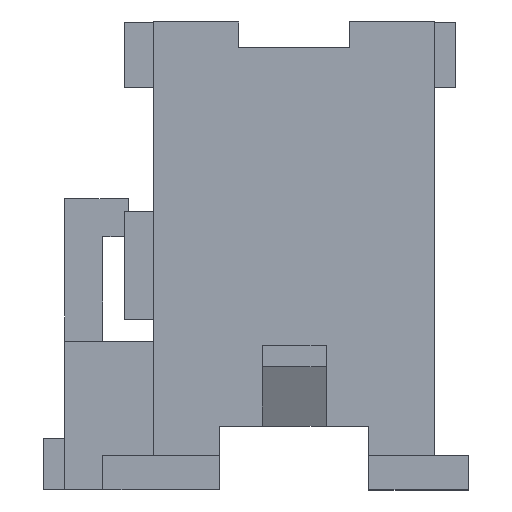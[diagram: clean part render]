
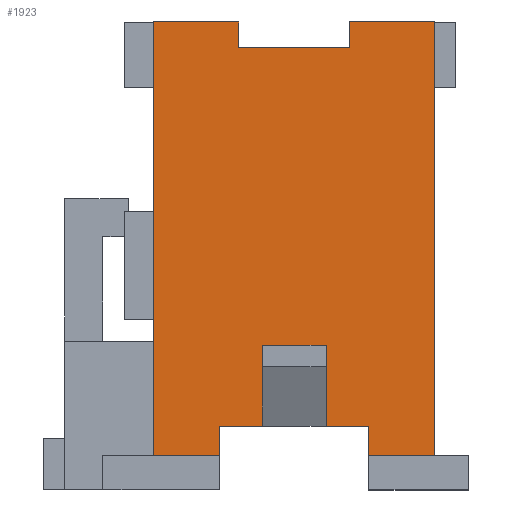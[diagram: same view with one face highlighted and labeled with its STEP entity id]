
A CAD part, left-side view. The second image highlights one B-rep face of the part: STEP entity #1923.
In plain terms, the highlighted planar face has unit normal (-1, 0, 0).
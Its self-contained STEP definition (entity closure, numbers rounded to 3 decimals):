
#165 = DIRECTION ( 'NONE',  ( 0., 0., -1. ) ) ;
#166 = VECTOR ( 'NONE', #165, 1000. ) ;
#167 = CARTESIAN_POINT ( 'NONE',  ( -24.4, 0., 0. ) ) ;
#168 = LINE ( 'NONE', #167, #166 ) ;
#632 = CARTESIAN_POINT ( 'NONE',  ( -24.4, 0., -10.2 ) ) ;
#917 = DIRECTION ( 'NONE',  ( 0., 0., -1. ) ) ;
#918 = VECTOR ( 'NONE', #917, 1000. ) ;
#919 = CARTESIAN_POINT ( 'NONE',  ( -24.4, 2.55, -9.5 ) ) ;
#920 = LINE ( 'NONE', #919, #918 ) ;
#921 = DIRECTION ( 'NONE',  ( 0., -1., 0. ) ) ;
#922 = VECTOR ( 'NONE', #921, 1000. ) ;
#923 = CARTESIAN_POINT ( 'NONE',  ( -24.4, 4.05, -7.6 ) ) ;
#924 = LINE ( 'NONE', #923, #922 ) ;
#932 = CARTESIAN_POINT ( 'NONE',  ( -24.4, 2.55, -9.5 ) ) ;
#933 = DIRECTION ( 'NONE',  ( 0., 1., 0. ) ) ;
#934 = VECTOR ( 'NONE', #933, 1000. ) ;
#935 = CARTESIAN_POINT ( 'NONE',  ( -24.4, 5.05, -9.5 ) ) ;
#936 = LINE ( 'NONE', #935, #934 ) ;
#937 = DIRECTION ( 'NONE',  ( 0., -1., 0. ) ) ;
#938 = VECTOR ( 'NONE', #937, 1000. ) ;
#939 = CARTESIAN_POINT ( 'NONE',  ( -24.4, 4.6, -10.2 ) ) ;
#945 = LINE ( 'NONE', #939, #938 ) ;
#955 = DIRECTION ( 'NONE',  ( 0., -1., 0. ) ) ;
#956 = VECTOR ( 'NONE', #955, 1000. ) ;
#957 = CARTESIAN_POINT ( 'NONE',  ( -24.4, 4.6, -10.2 ) ) ;
#958 = LINE ( 'NONE', #957, #956 ) ;
#983 = DIRECTION ( 'NONE',  ( 0., 1., 0. ) ) ;
#984 = VECTOR ( 'NONE', #983, 1000. ) ;
#985 = CARTESIAN_POINT ( 'NONE',  ( -24.4, 5.05, -9.5 ) ) ;
#986 = LINE ( 'NONE', #985, #984 ) ;
#1012 = DIRECTION ( 'NONE',  ( 0., 0., 1. ) ) ;
#1013 = VECTOR ( 'NONE', #1012, 1000. ) ;
#1014 = CARTESIAN_POINT ( 'NONE',  ( -24.4, 2., -0.6 ) ) ;
#1015 = LINE ( 'NONE', #1014, #1013 ) ;
#1017 = CARTESIAN_POINT ( 'NONE',  ( -24.4, 2., -0.6 ) ) ;
#1023 = DIRECTION ( 'NONE',  ( 0., -1., 0. ) ) ;
#1024 = VECTOR ( 'NONE', #1023, 1000. ) ;
#1025 = CARTESIAN_POINT ( 'NONE',  ( -24.4, 4.6, 0. ) ) ;
#1026 = LINE ( 'NONE', #1025, #1024 ) ;
#1028 = CARTESIAN_POINT ( 'NONE',  ( -24.4, 4.6, 0. ) ) ;
#1029 = DIRECTION ( 'NONE',  ( 0., 0., -1. ) ) ;
#1030 = VECTOR ( 'NONE', #1029, 1000. ) ;
#1031 = CARTESIAN_POINT ( 'NONE',  ( -24.4, 4.6, -0.6 ) ) ;
#1032 = LINE ( 'NONE', #1031, #1030 ) ;
#1033 = CARTESIAN_POINT ( 'NONE',  ( -24.4, 4.6, -0.6 ) ) ;
#1038 = DIRECTION ( 'NONE',  ( 0., -1., 0. ) ) ;
#1039 = VECTOR ( 'NONE', #1038, 1000. ) ;
#1040 = CARTESIAN_POINT ( 'NONE',  ( -24.4, 2., -0.6 ) ) ;
#1041 = LINE ( 'NONE', #1040, #1039 ) ;
#1049 = DIRECTION ( 'NONE',  ( 0., 0., 1. ) ) ;
#1050 = VECTOR ( 'NONE', #1049, 1000. ) ;
#1051 = CARTESIAN_POINT ( 'NONE',  ( -24.4, 1.55, -11. ) ) ;
#1052 = LINE ( 'NONE', #1051, #1050 ) ;
#1100 = CARTESIAN_POINT ( 'NONE',  ( -24.4, 1.55, -10.2 ) ) ;
#1124 = CARTESIAN_POINT ( 'NONE',  ( -24.4, 1.55, -9.5 ) ) ;
#1231 = CARTESIAN_POINT ( 'NONE',  ( -24.4, 5.05, -9.5 ) ) ;
#1326 = CARTESIAN_POINT ( 'NONE',  ( -24.4, 0., 0. ) ) ;
#1452 = DIRECTION ( 'NONE',  ( 0., 0., -1. ) ) ;
#1453 = VECTOR ( 'NONE', #1452, 1000. ) ;
#1454 = CARTESIAN_POINT ( 'NONE',  ( -24.4, 5.05, -11. ) ) ;
#1455 = LINE ( 'NONE', #1454, #1453 ) ;
#1465 = CARTESIAN_POINT ( 'NONE',  ( -24.4, 5.05, -10.2 ) ) ;
#1770 = VERTEX_POINT ( 'NONE', #5173 ) ;
#1772 = EDGE_CURVE ( 'NONE', #1770, #1773, #5172, .T. ) ;
#1773 = VERTEX_POINT ( 'NONE', #5168 ) ;
#1919 = ORIENTED_EDGE ( 'NONE', *, *, #1920, .F. ) ;
#1920 = EDGE_CURVE ( 'NONE', #1921, #9147, #5415, .T. ) ;
#1921 = VERTEX_POINT ( 'NONE', #5411 ) ;
#1922 = ORIENTED_EDGE ( 'NONE', *, *, #8969, .F. ) ;
#1923 = ADVANCED_FACE ( 'NONE', ( #5410 ), #5409, .F. ) ;
#1924 = VERTEX_POINT ( 'NONE', #5404 ) ;
#1933 = EDGE_LOOP ( 'NONE', ( #1934, #6058, #5938, #5815, #4885, #4911, #4564, #1919, #1922, #8968, #8954, #8953, #8957, #8960, #8929, #8944 ) ) ;
#1934 = ORIENTED_EDGE ( 'NONE', *, *, #1935, .F. ) ;
#1935 = EDGE_CURVE ( 'NONE', #1924, #1936, #5455, .T. ) ;
#1936 = VERTEX_POINT ( 'NONE', #5451 ) ;
#1937 = VERTEX_POINT ( 'NONE', #5450 ) ;
#4273 = EDGE_CURVE ( 'NONE', #9147, #4557, #168, .T. ) ;
#4557 = VERTEX_POINT ( 'NONE', #632 ) ;
#4564 = ORIENTED_EDGE ( 'NONE', *, *, #4273, .F. ) ;
#4885 = ORIENTED_EDGE ( 'NONE', *, *, #8981, .F. ) ;
#4911 = ORIENTED_EDGE ( 'NONE', *, *, #4949, .T. ) ;
#4949 = EDGE_CURVE ( 'NONE', #8991, #4557, #945, .T. ) ;
#5168 = CARTESIAN_POINT ( 'NONE',  ( -24.4, 6.6, 0. ) ) ;
#5169 = DIRECTION ( 'NONE',  ( 0., 0., 1. ) ) ;
#5170 = VECTOR ( 'NONE', #5169, 1000. ) ;
#5171 = CARTESIAN_POINT ( 'NONE',  ( -24.4, 6.6, 0. ) ) ;
#5172 = LINE ( 'NONE', #5171, #5170 ) ;
#5173 = CARTESIAN_POINT ( 'NONE',  ( -24.4, 6.6, -10.2 ) ) ;
#5404 = CARTESIAN_POINT ( 'NONE',  ( -24.4, 4.05, -7.6 ) ) ;
#5405 = DIRECTION ( 'NONE',  ( 0., 0., -1. ) ) ;
#5406 = DIRECTION ( 'NONE',  ( 1., 0., 0. ) ) ;
#5407 = CARTESIAN_POINT ( 'NONE',  ( -24.4, 4.6, -11. ) ) ;
#5408 = AXIS2_PLACEMENT_3D ( 'NONE', #5407, #5406, #5405 ) ;
#5409 = PLANE ( 'NONE',  #5408 ) ;
#5410 = FACE_OUTER_BOUND ( 'NONE', #1933, .T. ) ;
#5411 = CARTESIAN_POINT ( 'NONE',  ( -24.4, 2., 0. ) ) ;
#5412 = DIRECTION ( 'NONE',  ( 0., -1., 0. ) ) ;
#5413 = VECTOR ( 'NONE', #5412, 1000. ) ;
#5414 = CARTESIAN_POINT ( 'NONE',  ( -24.4, 2., 0. ) ) ;
#5415 = LINE ( 'NONE', #5414, #5413 ) ;
#5450 = CARTESIAN_POINT ( 'NONE',  ( -24.4, 2.55, -7.6 ) ) ;
#5451 = CARTESIAN_POINT ( 'NONE',  ( -24.4, 4.05, -9.5 ) ) ;
#5452 = DIRECTION ( 'NONE',  ( 0., 0., -1. ) ) ;
#5453 = VECTOR ( 'NONE', #5452, 1000. ) ;
#5454 = CARTESIAN_POINT ( 'NONE',  ( -24.4, 4.05, -9.5 ) ) ;
#5455 = LINE ( 'NONE', #5454, #5453 ) ;
#5716 = EDGE_CURVE ( 'NONE', #9007, #5759, #936, .T. ) ;
#5759 = VERTEX_POINT ( 'NONE', #932 ) ;
#5815 = ORIENTED_EDGE ( 'NONE', *, *, #5716, .F. ) ;
#5938 = ORIENTED_EDGE ( 'NONE', *, *, #6120, .T. ) ;
#6058 = ORIENTED_EDGE ( 'NONE', *, *, #6072, .T. ) ;
#6072 = EDGE_CURVE ( 'NONE', #1924, #1937, #924, .T. ) ;
#6120 = EDGE_CURVE ( 'NONE', #1937, #5759, #920, .T. ) ;
#8928 = EDGE_CURVE ( 'NONE', #1770, #9230, #958, .T. ) ;
#8929 = ORIENTED_EDGE ( 'NONE', *, *, #9235, .F. ) ;
#8944 = ORIENTED_EDGE ( 'NONE', *, *, #8946, .F. ) ;
#8946 = EDGE_CURVE ( 'NONE', #1936, #9096, #986, .T. ) ;
#8951 = EDGE_CURVE ( 'NONE', #8955, #8967, #1041, .T. ) ;
#8953 = ORIENTED_EDGE ( 'NONE', *, *, #8961, .F. ) ;
#8954 = ORIENTED_EDGE ( 'NONE', *, *, #8956, .F. ) ;
#8955 = VERTEX_POINT ( 'NONE', #1033 ) ;
#8956 = EDGE_CURVE ( 'NONE', #8958, #8955, #1032, .T. ) ;
#8957 = ORIENTED_EDGE ( 'NONE', *, *, #1772, .F. ) ;
#8958 = VERTEX_POINT ( 'NONE', #1028 ) ;
#8960 = ORIENTED_EDGE ( 'NONE', *, *, #8928, .T. ) ;
#8961 = EDGE_CURVE ( 'NONE', #1773, #8958, #1026, .T. ) ;
#8967 = VERTEX_POINT ( 'NONE', #1017 ) ;
#8968 = ORIENTED_EDGE ( 'NONE', *, *, #8951, .F. ) ;
#8969 = EDGE_CURVE ( 'NONE', #8967, #1921, #1015, .T. ) ;
#8981 = EDGE_CURVE ( 'NONE', #8991, #9007, #1052, .T. ) ;
#8991 = VERTEX_POINT ( 'NONE', #1100 ) ;
#9007 = VERTEX_POINT ( 'NONE', #1124 ) ;
#9096 = VERTEX_POINT ( 'NONE', #1231 ) ;
#9147 = VERTEX_POINT ( 'NONE', #1326 ) ;
#9230 = VERTEX_POINT ( 'NONE', #1465 ) ;
#9235 = EDGE_CURVE ( 'NONE', #9096, #9230, #1455, .T. ) ;
